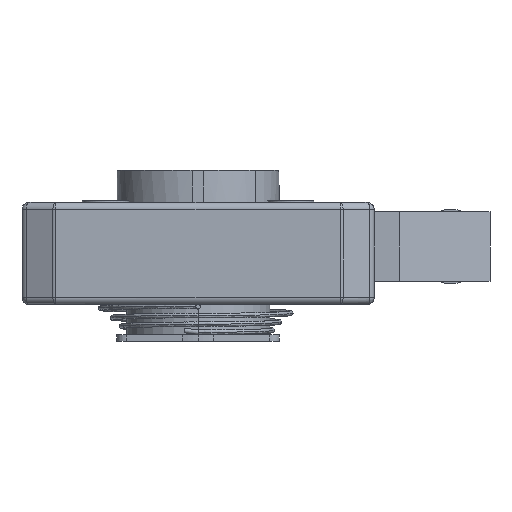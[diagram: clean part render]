
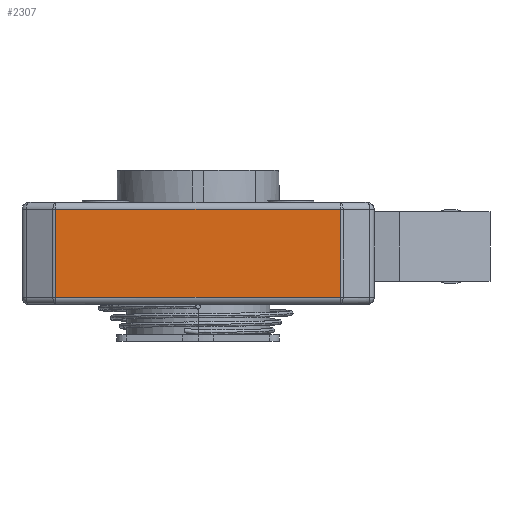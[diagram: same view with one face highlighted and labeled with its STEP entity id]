
A CAD part, left-side view. The second image highlights one B-rep face of the part: STEP entity #2307.
In plain terms, the highlighted planar face has unit normal (-1, 0, 0).
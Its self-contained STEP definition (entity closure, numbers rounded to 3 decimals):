
#757=CARTESIAN_POINT('Vertex',(-43.,30.667,20.5)) ;
#806=CARTESIAN_POINT('Line Origine',(-43.,0.017,20.5)) ;
#810=CARTESIAN_POINT('Vertex',(-43.,-30.633,20.5)) ;
#1424=CARTESIAN_POINT('Vertex',(-43.,30.667,1.5)) ;
#1446=CARTESIAN_POINT('Line Origine',(-43.,30.667,11.)) ;
#2284=CARTESIAN_POINT('Axis2P3D Location',(-43.,0.017,11.)) ;
#2289=CARTESIAN_POINT('Line Origine',(-43.,0.017,1.5)) ;
#2293=CARTESIAN_POINT('Vertex',(-43.,-30.633,1.5)) ;
#2296=CARTESIAN_POINT('Line Origine',(-43.,-30.633,11.)) ;
#808=VECTOR('Line Direction',#807,1.) ;
#1448=VECTOR('Line Direction',#1447,1.) ;
#2291=VECTOR('Line Direction',#2290,1.) ;
#2298=VECTOR('Line Direction',#2297,1.) ;
#807=DIRECTION('Vector Direction',(0.,1.,0.)) ;
#1447=DIRECTION('Vector Direction',(0.,0.,1.)) ;
#2285=DIRECTION('Axis2P3D Direction',(1.,0.,-0.)) ;
#2286=DIRECTION('Axis2P3D XDirection',(0.,0.,1.)) ;
#2290=DIRECTION('Vector Direction',(0.,1.,0.)) ;
#2297=DIRECTION('Vector Direction',(0.,0.,-1.)) ;
#2287=AXIS2_PLACEMENT_3D('Plane Axis2P3D',#2284,#2285,#2286) ;
#809=LINE('Line',#806,#808) ;
#1449=LINE('Line',#1446,#1448) ;
#2292=LINE('Line',#2289,#2291) ;
#2299=LINE('Line',#2296,#2298) ;
#2288=PLANE('',#2287) ;
#812=EDGE_CURVE('',#758,#811,#809,.F.) ;
#1450=EDGE_CURVE('',#758,#1425,#1449,.F.) ;
#2295=EDGE_CURVE('',#2294,#1425,#2292,.T.) ;
#2300=EDGE_CURVE('',#811,#2294,#2299,.T.) ;
#2302=ORIENTED_EDGE('',*,*,#1450,.T.) ;
#2303=ORIENTED_EDGE('',*,*,#2295,.F.) ;
#2304=ORIENTED_EDGE('',*,*,#2300,.F.) ;
#2305=ORIENTED_EDGE('',*,*,#812,.F.) ;
#2301=EDGE_LOOP('',(#2302,#2303,#2304,#2305)) ;
#758=VERTEX_POINT('',#757) ;
#811=VERTEX_POINT('',#810) ;
#1425=VERTEX_POINT('',#1424) ;
#2294=VERTEX_POINT('',#2293) ;
#2307=ADVANCED_FACE('1',(#2306),#2288,.F.) ;
#2306=FACE_OUTER_BOUND('',#2301,.T.) ;
